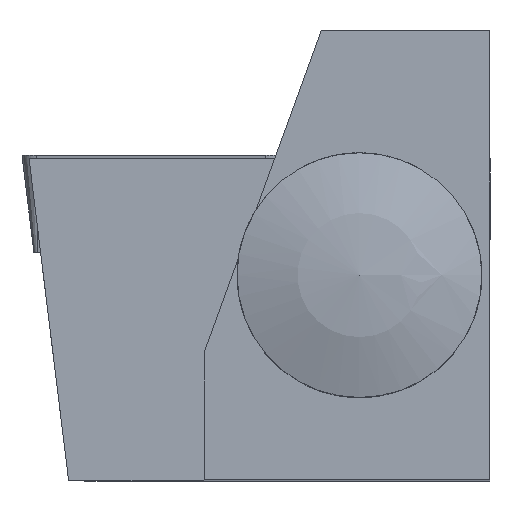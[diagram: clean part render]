
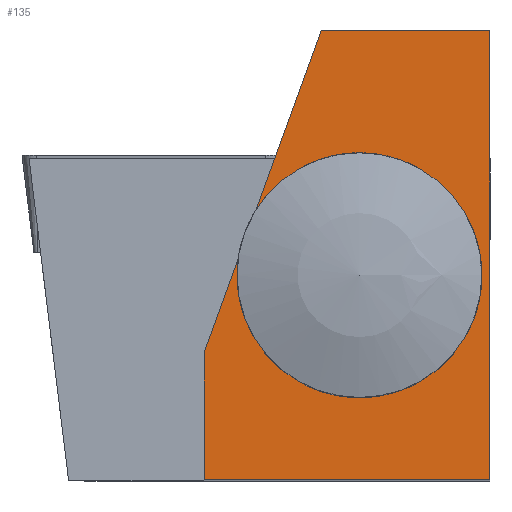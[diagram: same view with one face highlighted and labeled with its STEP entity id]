
A CAD part, top view. The second image highlights one B-rep face of the part: STEP entity #135.
In plain terms, the highlighted planar face has unit normal (0, 0, 1).
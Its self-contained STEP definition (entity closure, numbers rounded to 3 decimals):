
#106=PLANE('',#738);
#135=ADVANCED_FACE('',(#178),#106,.T.);
#178=FACE_OUTER_BOUND('',#209,.T.);
#209=EDGE_LOOP('',(#323,#324,#325,#326,#327));
#323=ORIENTED_EDGE('',*,*,#536,.F.);
#324=ORIENTED_EDGE('',*,*,#537,.T.);
#325=ORIENTED_EDGE('',*,*,#538,.F.);
#326=ORIENTED_EDGE('',*,*,#535,.F.);
#327=ORIENTED_EDGE('',*,*,#539,.T.);
#462=VERTEX_POINT('',#1023);
#466=VERTEX_POINT('',#1031);
#467=VERTEX_POINT('',#1035);
#468=VERTEX_POINT('',#1036);
#469=VERTEX_POINT('',#1038);
#535=EDGE_CURVE('',#466,#462,#613,.T.);
#536=EDGE_CURVE('',#467,#468,#614,.T.);
#537=EDGE_CURVE('',#467,#469,#615,.T.);
#538=EDGE_CURVE('',#462,#469,#616,.T.);
#539=EDGE_CURVE('',#466,#468,#617,.T.);
#613=LINE('',#1032,#676);
#614=LINE('',#1034,#677);
#615=LINE('',#1037,#678);
#616=LINE('',#1039,#679);
#617=LINE('',#1040,#680);
#676=VECTOR('',#842,1.);
#677=VECTOR('',#845,1.);
#678=VECTOR('',#846,1.);
#679=VECTOR('',#847,1.);
#680=VECTOR('',#848,1.);
#738=AXIS2_PLACEMENT_3D('',#1041,#849,#850);
#842=DIRECTION('',(0.,-1.,0.));
#845=DIRECTION('',(0.342,0.94,0.));
#846=DIRECTION('',(0.,-1.,0.));
#847=DIRECTION('',(-1.,0.,0.));
#848=DIRECTION('',(-1.,0.,0.));
#849=DIRECTION('',(0.,0.,1.));
#850=DIRECTION('',(0.,1.,0.));
#1023=CARTESIAN_POINT('',(0.,0.,0.));
#1031=CARTESIAN_POINT('',(0.,11.,0.));
#1032=CARTESIAN_POINT('',(0.,11.,0.));
#1034=CARTESIAN_POINT('',(-3.651,12.329,0.));
#1035=CARTESIAN_POINT('',(-7.,3.128,0.));
#1036=CARTESIAN_POINT('',(-4.135,11.,0.));
#1037=CARTESIAN_POINT('',(-7.,11.,0.));
#1038=CARTESIAN_POINT('',(-7.,0.,0.));
#1039=CARTESIAN_POINT('',(0.,0.,0.));
#1040=CARTESIAN_POINT('',(0.,11.,0.));
#1041=CARTESIAN_POINT('',(0.,11.,0.));
